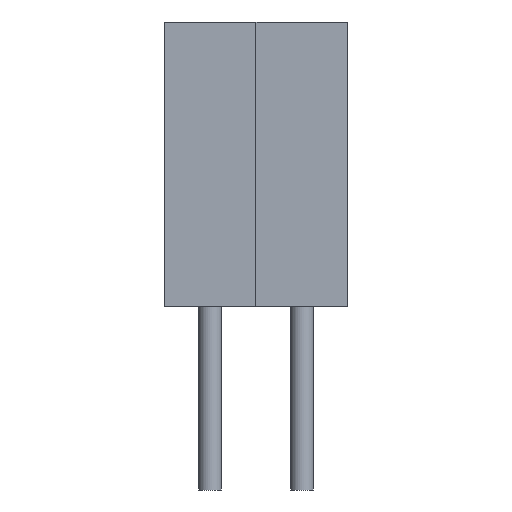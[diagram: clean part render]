
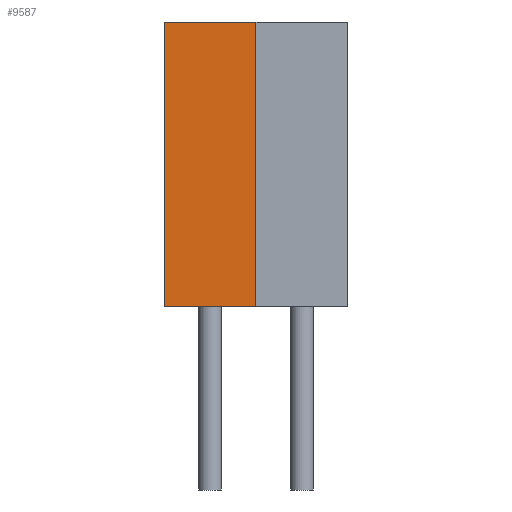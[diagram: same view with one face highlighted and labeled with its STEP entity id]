
A CAD part, left-side view. The second image highlights one B-rep face of the part: STEP entity #9587.
In plain terms, the highlighted planar face has unit normal (-1, 0, 0).
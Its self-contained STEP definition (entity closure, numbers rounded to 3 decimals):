
#9267=CARTESIAN_POINT('',(-1.27,1.27,0.762));
#9266=VERTEX_POINT('',#9267);
#9285=CARTESIAN_POINT('',(-1.27,1.27,8.636));
#9284=VERTEX_POINT('',#9285);
#9293=EDGE_CURVE('',#9266,#9284,#9298,.T.);
#9298=LINE('',#9267,#9300);
#9300=VECTOR('',#9301,7.874);
#9301=DIRECTION('',(0.0,0.0,1.0));
#9314=CARTESIAN_POINT('',(-1.27,3.81,0.762));
#9313=VERTEX_POINT('',#9314);
#9324=CARTESIAN_POINT('',(-1.27,3.81,8.636));
#9323=VERTEX_POINT('',#9324);
#9322=EDGE_CURVE('',#9323,#9313,#9327,.T.);
#9327=LINE('',#9324,#9329);
#9329=VECTOR('',#9330,7.874);
#9330=DIRECTION('',(0.0,0.0,-1.0));
#9393=EDGE_CURVE('',#9284,#9323,#9398,.T.);
#9398=LINE('',#9285,#9400);
#9400=VECTOR('',#9401,2.54);
#9401=DIRECTION('',(0.0,1.0,0.0));
#9466=EDGE_CURVE('',#9313,#9266,#9471,.T.);
#9471=LINE('',#9314,#9473);
#9473=VECTOR('',#9474,2.54);
#9474=DIRECTION('',(0.0,-1.0,0.0));
#9587=ADVANCED_FACE('',(#9593),#9588,.T.);
#9588=PLANE('',#9589);
#9589=AXIS2_PLACEMENT_3D('',#9590,#9591,#9592);
#9590=CARTESIAN_POINT('',(-1.27,1.27,8.636));
#9591=DIRECTION('',(-1.0,0.0,0.0));
#9592=DIRECTION('',(0.,0.,1.));
#9593=FACE_OUTER_BOUND('',#9594,.T.);
#9594=EDGE_LOOP('',(#9595,#9605,#9615,#9625));
#9595=ORIENTED_EDGE('',*,*,#9393,.T.);
#9605=ORIENTED_EDGE('',*,*,#9322,.T.);
#9615=ORIENTED_EDGE('',*,*,#9466,.T.);
#9625=ORIENTED_EDGE('',*,*,#9293,.T.);
